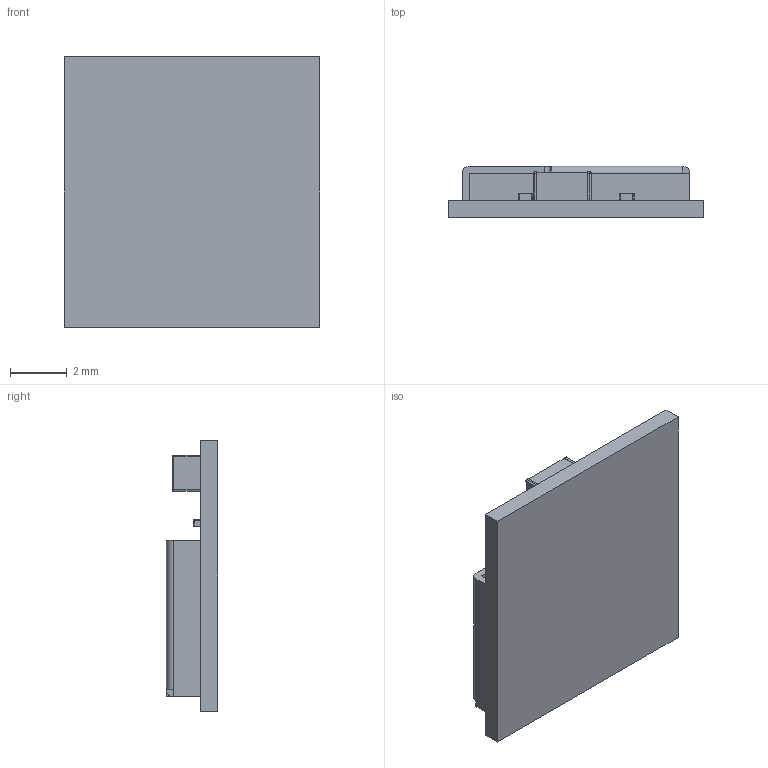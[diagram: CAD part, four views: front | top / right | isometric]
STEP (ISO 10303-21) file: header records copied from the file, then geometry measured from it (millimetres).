
FILE_DESCRIPTION (( 'STEP AP214' ), '1' );
FILE_NAME ('PAN1740 Bluetooth Ultra Low Energy Module.STEP', '2014-08-22T17:20:30', ( 'byoung' ), ( '' ), 'SwSTEP 2.0', 'SolidWorks 2013', '' );
FILE_SCHEMA (( 'AUTOMOTIVE_DESIGN' ));
Length unit declared in the file: inch
Products named in the file (1): PAN1740 Bluetooth Ultra Low Energy Module
Bounding box: 9 x 1.8 x 9.5 mm (x, y, z)
Volume: 103.5 mm3; surface area: 238.3 mm2
Topology: 1 solids, 1 shells, 119 faces, 304 edges, 179 vertices
Faces by surface type: plane 70, cylinder 37, sphere 12
Entity records: 4954 total; most frequent: DIRECTION 607, CARTESIAN_POINT 591, ORIENTED_EDGE 584, EDGE_CURVE 292, VECTOR 217, LINE 217, AXIS2_PLACEMENT_3D 195, VERTEX_POINT 179
